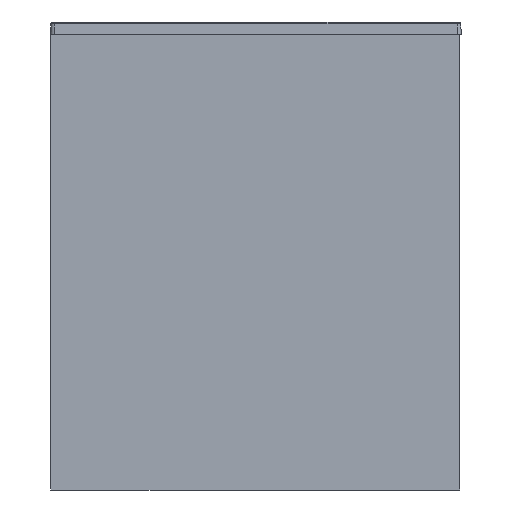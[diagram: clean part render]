
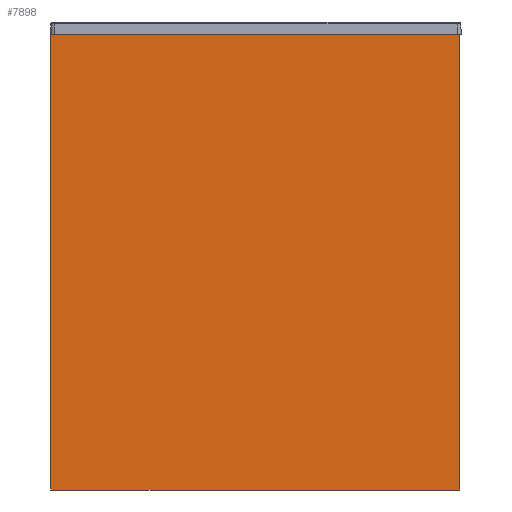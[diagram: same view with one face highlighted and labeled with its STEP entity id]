
A CAD part, left-side view. The second image highlights one B-rep face of the part: STEP entity #7898.
In plain terms, the highlighted planar face has unit normal (-1, 0, 0).
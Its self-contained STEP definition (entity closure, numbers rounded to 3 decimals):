
#459=PLANE('',#8556);
#1192=FACE_OUTER_BOUND('',#1694,.T.);
#1694=EDGE_LOOP('',(#7185,#7186,#7187,#7188));
#2413=LINE('',#70213,#3195);
#2416=LINE('',#70219,#3198);
#2419=LINE('',#70225,#3201);
#2422=LINE('',#70229,#3204);
#3195=VECTOR('',#10285,1.);
#3198=VECTOR('',#10290,1.);
#3201=VECTOR('',#10295,1.);
#3204=VECTOR('',#10300,1.);
#4071=VERTEX_POINT('',#70210);
#4072=VERTEX_POINT('',#70212);
#4074=VERTEX_POINT('',#70218);
#4076=VERTEX_POINT('',#70224);
#5117=EDGE_CURVE('',#4072,#4071,#2413,.T.);
#5120=EDGE_CURVE('',#4074,#4072,#2416,.T.);
#5123=EDGE_CURVE('',#4076,#4074,#2419,.T.);
#5126=EDGE_CURVE('',#4071,#4076,#2422,.T.);
#7185=ORIENTED_EDGE('',*,*,#5126,.T.);
#7186=ORIENTED_EDGE('',*,*,#5123,.T.);
#7187=ORIENTED_EDGE('',*,*,#5120,.T.);
#7188=ORIENTED_EDGE('',*,*,#5117,.T.);
#7898=ADVANCED_FACE('',(#1192),#459,.T.);
#8556=AXIS2_PLACEMENT_3D('',#70231,#10303,#10304);
#10285=DIRECTION('',(0.,0.,1.));
#10290=DIRECTION('',(0.,-1.,0.));
#10295=DIRECTION('',(0.,0.,-1.));
#10300=DIRECTION('',(0.,1.,0.));
#10303=DIRECTION('center_axis',(-1.,0.,0.));
#10304=DIRECTION('ref_axis',(0.,0.,1.));
#70210=CARTESIAN_POINT('',(-203.621,-576.126,490.));
#70212=CARTESIAN_POINT('',(-203.621,-576.126,-10.));
#70213=CARTESIAN_POINT('',(-203.621,-576.126,-10.));
#70218=CARTESIAN_POINT('',(-203.621,-127.126,-10.));
#70219=CARTESIAN_POINT('',(-203.621,-127.126,-10.));
#70224=CARTESIAN_POINT('',(-203.621,-127.126,490.));
#70225=CARTESIAN_POINT('',(-203.621,-127.126,490.));
#70229=CARTESIAN_POINT('',(-203.621,-576.126,490.));
#70231=CARTESIAN_POINT('Origin',(-203.621,-351.626,240.));
